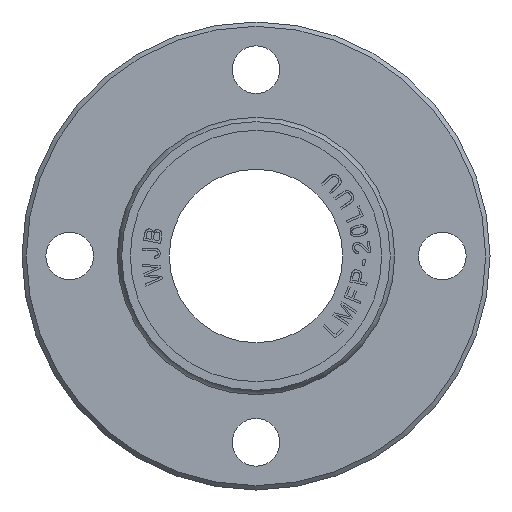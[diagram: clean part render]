
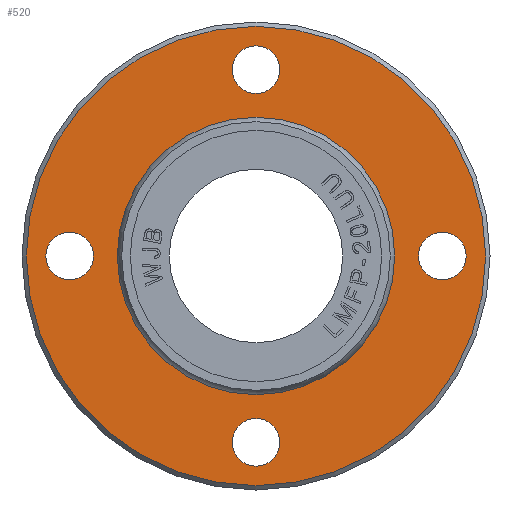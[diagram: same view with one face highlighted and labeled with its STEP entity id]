
A CAD part, left-side view. The second image highlights one B-rep face of the part: STEP entity #520.
In plain terms, the highlighted planar face has unit normal (-1, 0, 0).
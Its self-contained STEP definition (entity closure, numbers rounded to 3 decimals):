
#520=ADVANCED_FACE('',(#1258,#1259,#1260,#1261,#1262,#1263),#889,.T.);
#889=PLANE('',#6674);
#1153=CIRCLE('',#6665,26.5);
#1155=CIRCLE('',#6669,15.773);
#1156=CIRCLE('',#6670,2.75);
#1157=CIRCLE('',#6671,2.75);
#1158=CIRCLE('',#6672,2.75);
#1159=CIRCLE('',#6673,2.75);
#1258=FACE_BOUND('',#1386,.T.);
#1259=FACE_BOUND('',#1387,.T.);
#1260=FACE_BOUND('',#1388,.T.);
#1261=FACE_BOUND('',#1389,.T.);
#1262=FACE_BOUND('',#1390,.T.);
#1263=FACE_BOUND('',#1391,.T.);
#1386=EDGE_LOOP('',(#2491));
#1387=EDGE_LOOP('',(#2492));
#1388=EDGE_LOOP('',(#2493));
#1389=EDGE_LOOP('',(#2494));
#1390=EDGE_LOOP('',(#2495));
#1391=EDGE_LOOP('',(#2496));
#2491=ORIENTED_EDGE('',*,*,#4918,.F.);
#2492=ORIENTED_EDGE('',*,*,#4920,.F.);
#2493=ORIENTED_EDGE('',*,*,#4921,.T.);
#2494=ORIENTED_EDGE('',*,*,#4922,.T.);
#2495=ORIENTED_EDGE('',*,*,#4923,.T.);
#2496=ORIENTED_EDGE('',*,*,#4924,.T.);
#4302=VERTEX_POINT('',#9866);
#4304=VERTEX_POINT('',#9872);
#4305=VERTEX_POINT('',#9874);
#4306=VERTEX_POINT('',#9876);
#4307=VERTEX_POINT('',#9878);
#4308=VERTEX_POINT('',#9880);
#4918=EDGE_CURVE('',#4302,#4302,#1153,.T.);
#4920=EDGE_CURVE('',#4304,#4304,#1155,.T.);
#4921=EDGE_CURVE('',#4305,#4305,#1156,.T.);
#4922=EDGE_CURVE('',#4306,#4306,#1157,.T.);
#4923=EDGE_CURVE('',#4307,#4307,#1158,.T.);
#4924=EDGE_CURVE('',#4308,#4308,#1159,.T.);
#6665=AXIS2_PLACEMENT_3D('',#9865,#7231,#7232);
#6669=AXIS2_PLACEMENT_3D('',#9871,#7239,#7240);
#6670=AXIS2_PLACEMENT_3D('',#9873,#7241,#7242);
#6671=AXIS2_PLACEMENT_3D('',#9875,#7243,#7244);
#6672=AXIS2_PLACEMENT_3D('',#9877,#7245,#7246);
#6673=AXIS2_PLACEMENT_3D('',#9879,#7247,#7248);
#6674=AXIS2_PLACEMENT_3D('',#9881,#7249,#7250);
#7231=DIRECTION('',(1.,0.,0.));
#7232=DIRECTION('',(0.,0.,-1.));
#7239=DIRECTION('',(-1.,0.,0.));
#7240=DIRECTION('',(0.,0.,1.));
#7241=DIRECTION('',(1.,0.,0.));
#7242=DIRECTION('',(0.,1.,0.));
#7243=DIRECTION('',(1.,0.,0.));
#7244=DIRECTION('',(0.,1.,0.));
#7245=DIRECTION('',(1.,0.,0.));
#7246=DIRECTION('',(0.,1.,0.));
#7247=DIRECTION('',(1.,0.,0.));
#7248=DIRECTION('',(0.,1.,0.));
#7249=DIRECTION('',(-1.,0.,0.));
#7250=DIRECTION('',(0.,0.,1.));
#9865=CARTESIAN_POINT('',(8.,0.,0.));
#9866=CARTESIAN_POINT('',(8.,0.,26.5));
#9871=CARTESIAN_POINT('',(8.,0.,0.));
#9872=CARTESIAN_POINT('',(8.,0.,15.773));
#9873=CARTESIAN_POINT('',(8.,21.5,0.));
#9874=CARTESIAN_POINT('',(8.,18.75,0.));
#9875=CARTESIAN_POINT('',(8.,-21.5,0.));
#9876=CARTESIAN_POINT('',(8.,-24.25,0.));
#9877=CARTESIAN_POINT('',(8.,0.,21.5));
#9878=CARTESIAN_POINT('',(8.,-2.75,21.5));
#9879=CARTESIAN_POINT('',(8.,0.,-21.5));
#9880=CARTESIAN_POINT('',(8.,-2.75,-21.5));
#9881=CARTESIAN_POINT('',(8.,0.,21.387));
